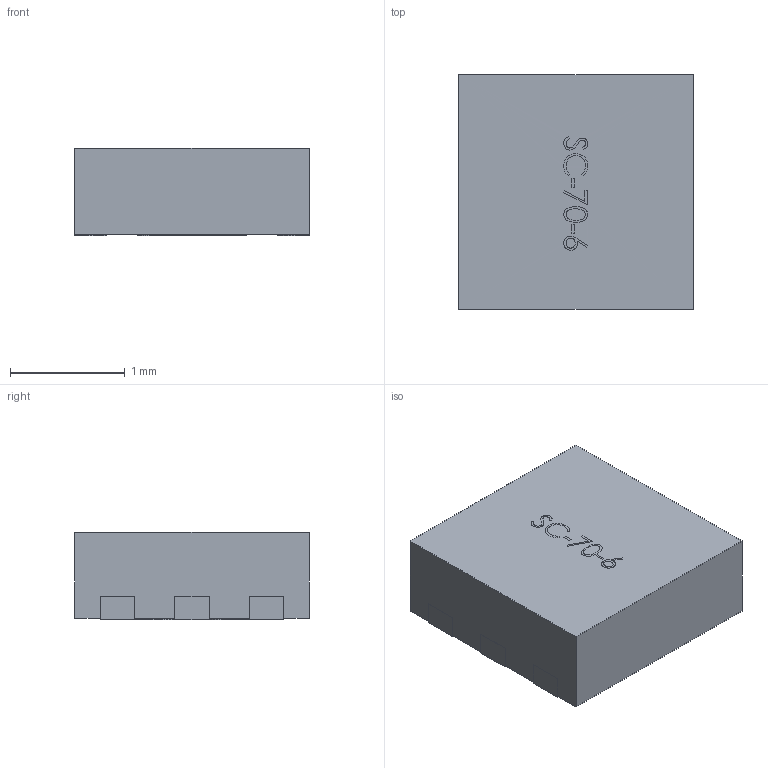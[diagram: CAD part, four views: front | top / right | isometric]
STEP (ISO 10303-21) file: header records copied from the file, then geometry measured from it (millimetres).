
FILE_DESCRIPTION(('FreeCAD Model'),'2;1');
FILE_NAME('User Library-SiA519EDJ.step', '2020-02-11T13:12:07',('kicad StepUp'),('ksu MCAD'), 'Open CASCADE STEP processor 7.3','FreeCAD','Unknown');
FILE_SCHEMA(('AUTOMOTIVE_DESIGN { 1 0 10303 214 1 1 1 1 }'));
Length unit declared in the file: millimetre
Products named in the file (1): User_Library-SiA519EDJ
Bounding box: 2.05 x 2.05 x 0.76 mm (x, y, z)
Volume: 3.2 mm3; surface area: 14.7 mm2
Topology: 1 solids, 1 shells, 73 faces, 243 edges, 183 vertices
Faces by surface type: plane 55, cylinder 18
Entity records: 3408 total; most frequent: CARTESIAN_POINT 793, ORIENTED_EDGE 486, DIRECTION 364, EDGE_CURVE 243, VERTEX_POINT 183, LINE 144, VECTOR 144, AXIS2_PLACEMENT_3D 110
